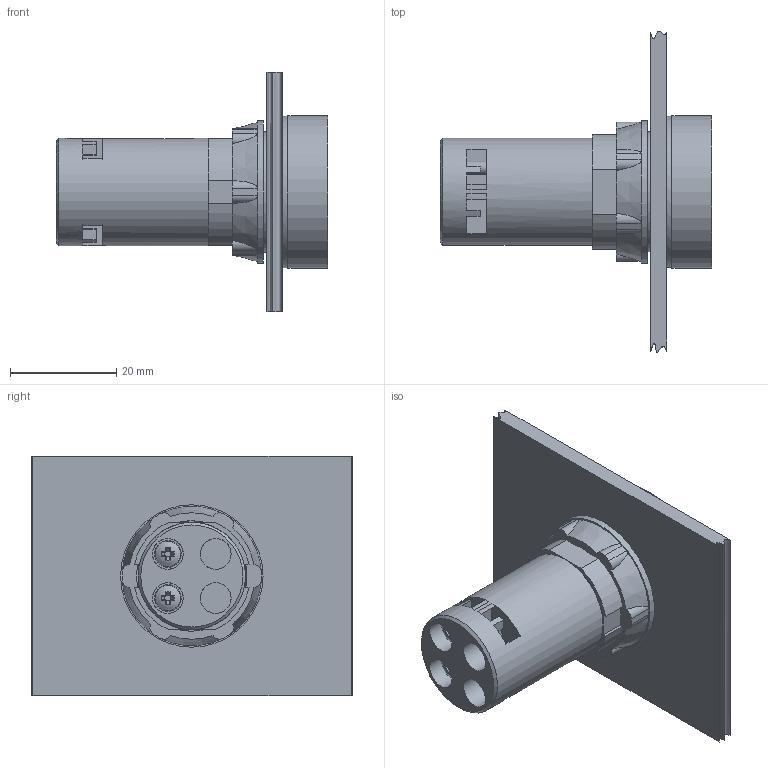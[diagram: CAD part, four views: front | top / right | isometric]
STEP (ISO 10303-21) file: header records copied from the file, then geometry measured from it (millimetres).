
FILE_DESCRIPTION((''),'2;1');
FILE_NAME('3PSFxyy.stp','2007-11-14T11:21:23',('Philipp'),(''),'Autodesk Inventor 2008','Autodesk Inventor 2008','');
FILE_SCHEMA(('AUTOMOTIVE_DESIGN { 1 0 10303 214 1 1 1 1 }'));
Length unit declared in the file: millimetre
Products named in the file (5): 3PSFxyy; 3PSFxxx; P2MN; panel_long; DIN 7985 (H) M2
Assembly tree (5 placements, depth 2):
  3PSFxyy
    3PSFxxx
    P2MN
    panel_long
    DIN 7985 (H) M2  x2
Bounding box: 51.1 x 60.45 x 45 mm (x, y, z)
Volume: 26056.1 mm3; surface area: 13870.9 mm2
Topology: 5 solids, 5 shells, 202 faces, 528 edges, 348 vertices
Faces by surface type: plane 122, cylinder 37, cone 37, bspline 4, sphere 2
Full cylindrical faces by diameter (mm): 2.275 x2, 2.5 x2, 5.8 x8, 20.2 x1, 20.8 x1, 22.5 x1, 22.6 x1, 24.9 x1, 25.1 x1, 26.8 x1, 28.5 x1, 28.7 x1
Entity records: 5333 total; most frequent: CARTESIAN_POINT 1188, DIRECTION 850, ORIENTED_EDGE 792, EDGE_CURVE 396, AXIS2_PLACEMENT_3D 319, VERTEX_POINT 276, VECTOR 212, LINE 212
